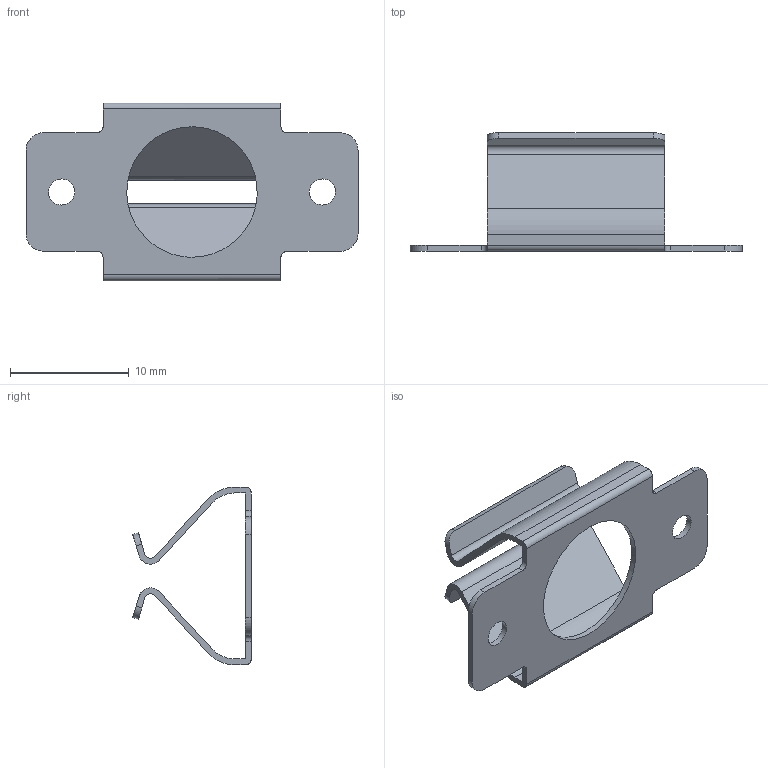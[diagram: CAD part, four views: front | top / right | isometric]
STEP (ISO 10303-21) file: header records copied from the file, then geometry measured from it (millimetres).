
FILE_DESCRIPTION((''),'2;1');
FILE_NAME('','2005-07-15T17:13:46',(''),(''),'','CADfix','');
FILE_SCHEMA(('AUTOMOTIVE_DESIGN'));
Length unit declared in the file: millimetre
Products named in the file (1): leaf spring
Bounding box: 28 x 10 x 15 mm (x, y, z)
Volume: 322.2 mm3; surface area: 1380.5 mm2
Topology: 1 solids, 1 shells, 54 faces, 168 edges, 116 vertices
Faces by surface type: bspline 54
Entity records: 1807 total; most frequent: CARTESIAN_POINT 865, ORIENTED_EDGE 336, EDGE_CURVE 168, VERTEX_POINT 116, QUASI_UNIFORM_CURVE 100, EDGE_LOOP 60, FACE_OUTER_BOUND 54, ADVANCED_FACE 54
